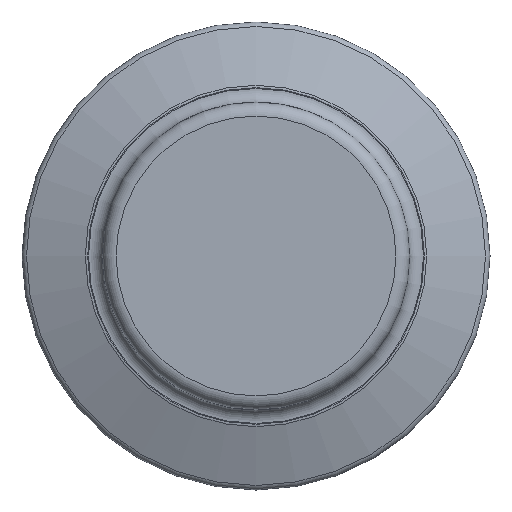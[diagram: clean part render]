
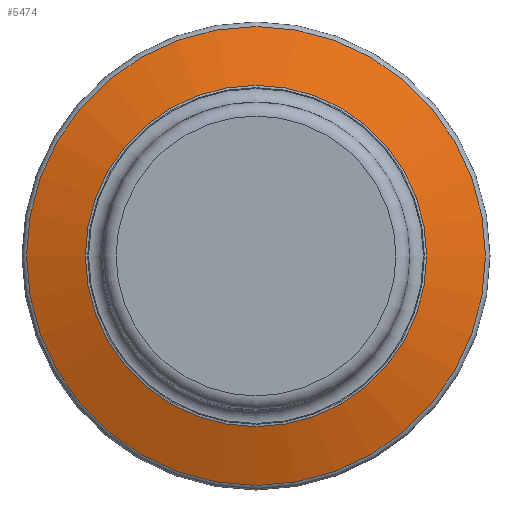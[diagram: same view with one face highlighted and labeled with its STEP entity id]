
A CAD part, left-side view. The second image highlights one B-rep face of the part: STEP entity #5474.
In plain terms, the highlighted conical face has half-angle 70 degrees and reference radius 22.339 mm.
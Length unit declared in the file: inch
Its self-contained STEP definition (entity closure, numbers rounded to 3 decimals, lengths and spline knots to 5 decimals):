
#131=CONICAL_SURFACE('',#5922,0.8795,70.);
#1445=FACE_BOUND('',#1826,.T.);
#1471=FACE_OUTER_BOUND('',#1825,.T.);
#1825=EDGE_LOOP('',(#3991));
#1826=EDGE_LOOP('',(#3992));
#2234=CIRCLE('',#5921,0.74397);
#2235=CIRCLE('',#5923,1.00026);
#2558=VERTEX_POINT('',#8673);
#2559=VERTEX_POINT('',#8676);
#3131=EDGE_CURVE('',#2558,#2558,#2234,.T.);
#3132=EDGE_CURVE('',#2559,#2559,#2235,.T.);
#3991=ORIENTED_EDGE('',*,*,#3132,.F.);
#3992=ORIENTED_EDGE('',*,*,#3131,.F.);
#5474=ADVANCED_FACE('',(#1471,#1445),#131,.T.);
#5921=AXIS2_PLACEMENT_3D('',#8674,#6534,#6535);
#5922=AXIS2_PLACEMENT_3D('',#8675,#6536,#6537);
#5923=AXIS2_PLACEMENT_3D('',#8677,#6538,#6539);
#6534=DIRECTION('center_axis',(-1.,0.,0.));
#6535=DIRECTION('ref_axis',(0.,-1.,0.));
#6536=DIRECTION('center_axis',(1.,0.,0.));
#6537=DIRECTION('ref_axis',(0.,1.,0.));
#6538=DIRECTION('center_axis',(1.,0.,0.));
#6539=DIRECTION('ref_axis',(0.,-1.,0.));
#8673=CARTESIAN_POINT('',(-0.32247,0.74397,0.));
#8674=CARTESIAN_POINT('Origin',(-0.32247,0.,0.));
#8675=CARTESIAN_POINT('Origin',(-0.27314,0.,0.));
#8676=CARTESIAN_POINT('',(-0.22918,1.00026,0.));
#8677=CARTESIAN_POINT('Origin',(-0.22918,0.,0.));
